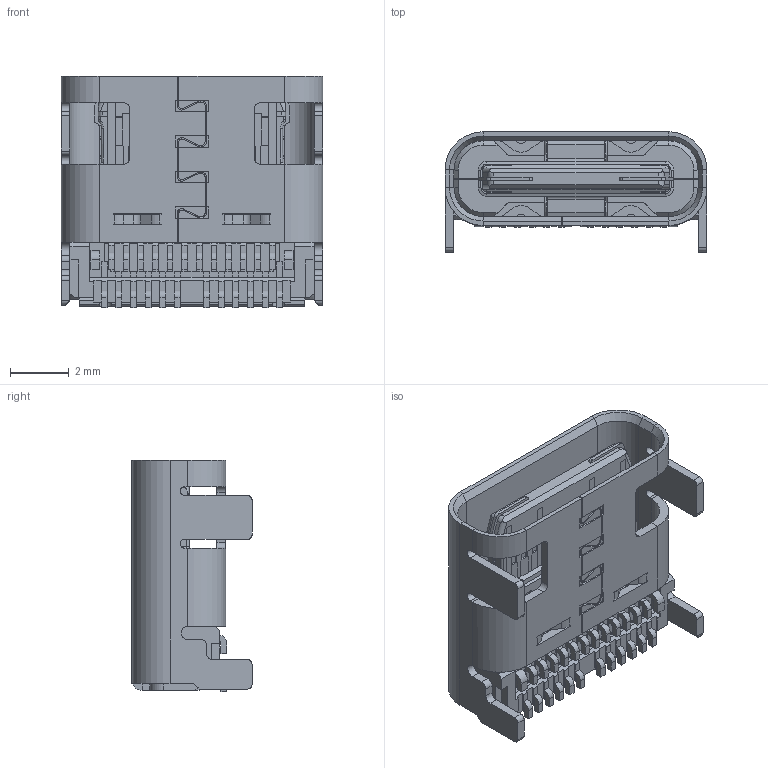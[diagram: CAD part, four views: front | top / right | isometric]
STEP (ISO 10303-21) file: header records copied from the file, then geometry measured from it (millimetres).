
FILE_DESCRIPTION( ('This file contains a STEP AP42 implementation' ,'as created by ZW3D STEP Interface translator.') ,'2;1' );
FILE_NAME( 'USB_C_Receptacle_Molex_105450-0101.stp' ,'23 3 4.144654', (''), ('ZWCAD Software Co.'), 'Version 1.0', 'ZW3D to STEP translator', '' );
FILE_SCHEMA(('AUTOMOTIVE_DESIGN { 1 0 10303 214 1 1 1 1 }'));
Length unit declared in the file: millimetre
Products named in the file (2): 0; USB_C_Receptacle_Molex_105450-0101
Bounding box: 8.94 x 4.1 x 7.9 mm (x, y, z)
Volume: 126.4 mm3; surface area: 659.2 mm2
Topology: 55 solids, 55 shells, 1626 faces, 4322 edges, 2784 vertices
Faces by surface type: plane 1312, cylinder 286, cone 20, torus 4, bspline 4
Entity records: 51300 total; most frequent: CARTESIAN_POINT 8991, ORIENTED_EDGE 8644, DIRECTION 8072, EDGE_CURVE 4322, VECTOR 3706, LINE 3706, VERTEX_POINT 2784, AXIS2_PLACEMENT_3D 2183
